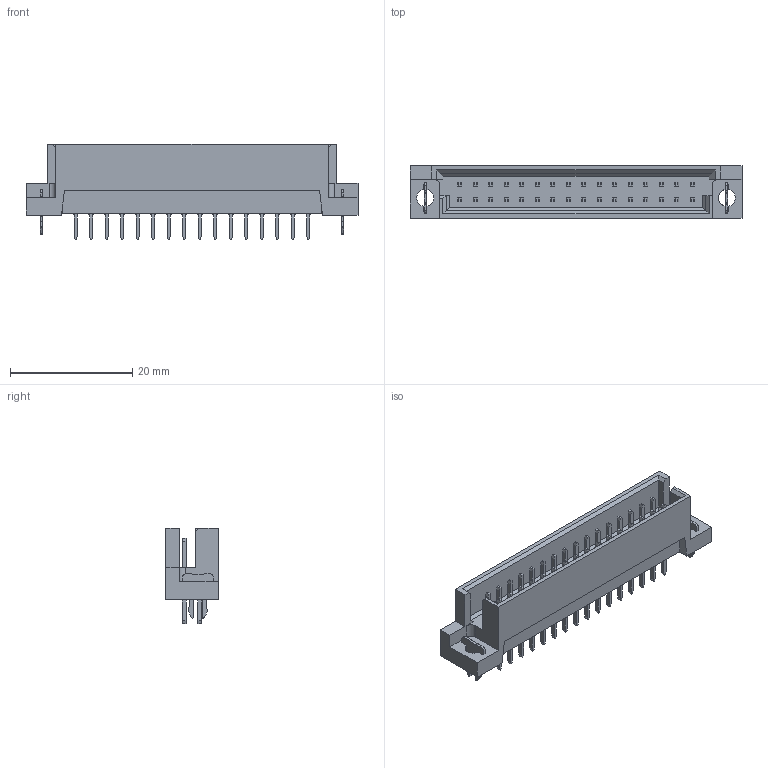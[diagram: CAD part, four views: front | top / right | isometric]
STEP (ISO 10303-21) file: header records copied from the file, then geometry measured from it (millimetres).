
FILE_DESCRIPTION( ('This file contains a STEP AP42 implementation' ,'as created by ZW3D STEP Interface translator.') ,'2;1' );
FILE_NAME( '3410-2XXBMSXXWAX1.stp' ,'23 926.154433', (''), ('ZWCAD Software Co.'), 'Version 1.0', 'ZW3D to STEP translator', '' );
FILE_SCHEMA(('AUTOMOTIVE_DESIGN { 1 0 10303 214 1 1 1 1 }'));
Length unit declared in the file: millimetre
Products named in the file (2): 0; 3410-216BMSXXWAX1
Bounding box: 54.36 x 8.6 x 15.6 mm (x, y, z)
Volume: 2549.7 mm3; surface area: 4300.5 mm2
Topology: 1 solids, 1 shells, 1356 faces, 4175 edges, 2735 vertices
Faces by surface type: plane 1098, bspline 174, cylinder 84
Entity records: 50969 total; most frequent: CARTESIAN_POINT 12451, ORIENTED_EDGE 8350, DIRECTION 6937, EDGE_CURVE 4175, VECTOR 3659, LINE 3659, VERTEX_POINT 2735, AXIS2_PLACEMENT_3D 1639
